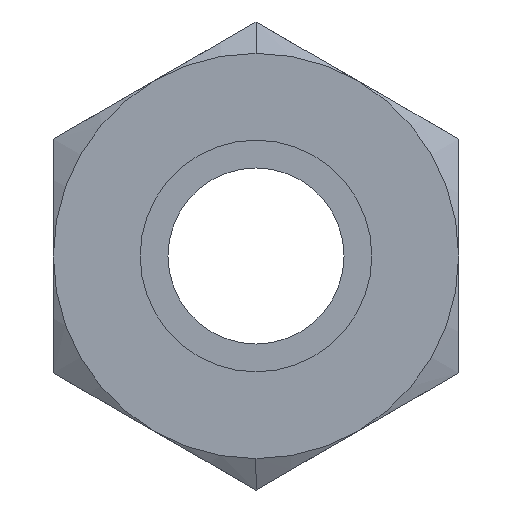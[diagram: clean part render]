
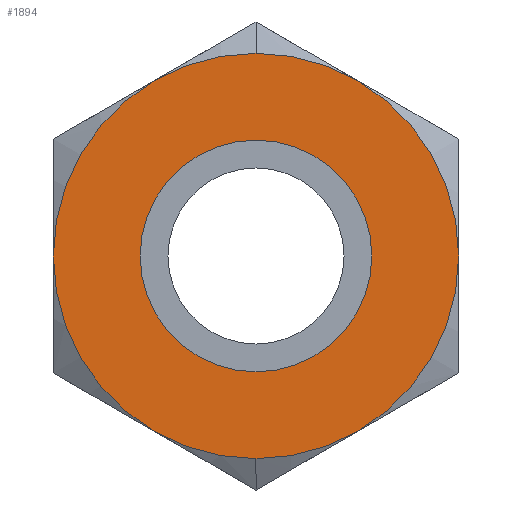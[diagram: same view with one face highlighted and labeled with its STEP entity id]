
A CAD part, left-side view. The second image highlights one B-rep face of the part: STEP entity #1894.
In plain terms, the highlighted planar face has unit normal (-1, 0, 0).
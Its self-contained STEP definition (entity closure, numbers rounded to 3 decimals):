
#45 = DIRECTION ( 'NONE',  ( -1., 0., 0. ) ) ;
#125 = CARTESIAN_POINT ( 'NONE',  ( 0., 0., 0. ) ) ;
#278 = CIRCLE ( 'NONE', #7094, 11.11 ) ;
#406 = CARTESIAN_POINT ( 'NONE',  ( 0., 0., -11.11 ) ) ;
#424 = VERTEX_POINT ( 'NONE', #8715 ) ;
#717 = EDGE_CURVE ( 'NONE', #4464, #1702, #2310, .T. ) ;
#831 = EDGE_LOOP ( 'NONE', ( #5314, #3802 ) ) ;
#910 = CARTESIAN_POINT ( 'NONE',  ( 0., 0., 0. ) ) ;
#1005 = AXIS2_PLACEMENT_3D ( 'NONE', #6797, #45, #5638 ) ;
#1201 = EDGE_CURVE ( 'NONE', #7721, #424, #278, .T. ) ;
#1365 = FACE_OUTER_BOUND ( 'NONE', #2010, .T. ) ;
#1403 = AXIS2_PLACEMENT_3D ( 'NONE', #6741, #6646, #7359 ) ;
#1486 = CARTESIAN_POINT ( 'NONE',  ( 0., 0., 0. ) ) ;
#1702 = VERTEX_POINT ( 'NONE', #7757 ) ;
#1894 = ADVANCED_FACE ( 'NONE', ( #8134, #1365 ), #4085, .T. ) ;
#2010 = EDGE_LOOP ( 'NONE', ( #4249, #6586 ) ) ;
#2310 = CIRCLE ( 'NONE', #7983, 6.35 ) ;
#2753 = AXIS2_PLACEMENT_3D ( 'NONE', #910, #2865, #4159 ) ;
#2830 = DIRECTION ( 'NONE',  ( 1., 0., 0. ) ) ;
#2865 = DIRECTION ( 'NONE',  ( 1., 0., 0. ) ) ;
#2910 = DIRECTION ( 'NONE',  ( 1., 0., 0. ) ) ;
#3672 = DIRECTION ( 'NONE',  ( 0., 0., -1. ) ) ;
#3802 = ORIENTED_EDGE ( 'NONE', *, *, #5811, .T. ) ;
#4085 = PLANE ( 'NONE',  #1005 ) ;
#4159 = DIRECTION ( 'NONE',  ( 0., 0., 1. ) ) ;
#4249 = ORIENTED_EDGE ( 'NONE', *, *, #6046, .F. ) ;
#4464 = VERTEX_POINT ( 'NONE', #5694 ) ;
#4701 = DIRECTION ( 'NONE',  ( 0., 0., -1. ) ) ;
#5243 = CIRCLE ( 'NONE', #1403, 6.35 ) ;
#5314 = ORIENTED_EDGE ( 'NONE', *, *, #717, .T. ) ;
#5638 = DIRECTION ( 'NONE',  ( 0., 0., 1. ) ) ;
#5694 = CARTESIAN_POINT ( 'NONE',  ( 0., 0., -6.35 ) ) ;
#5811 = EDGE_CURVE ( 'NONE', #1702, #4464, #5243, .T. ) ;
#5875 = CIRCLE ( 'NONE', #2753, 11.11 ) ;
#6046 = EDGE_CURVE ( 'NONE', #424, #7721, #5875, .T. ) ;
#6586 = ORIENTED_EDGE ( 'NONE', *, *, #1201, .F. ) ;
#6646 = DIRECTION ( 'NONE',  ( 1., 0., 0. ) ) ;
#6741 = CARTESIAN_POINT ( 'NONE',  ( 0., 0., 0. ) ) ;
#6797 = CARTESIAN_POINT ( 'NONE',  ( 0., 0., 5.555 ) ) ;
#7094 = AXIS2_PLACEMENT_3D ( 'NONE', #1486, #2910, #3672 ) ;
#7359 = DIRECTION ( 'NONE',  ( 0., 0., 1. ) ) ;
#7721 = VERTEX_POINT ( 'NONE', #406 ) ;
#7757 = CARTESIAN_POINT ( 'NONE',  ( 0., 0., 6.35 ) ) ;
#7983 = AXIS2_PLACEMENT_3D ( 'NONE', #125, #2830, #4701 ) ;
#8134 = FACE_BOUND ( 'NONE', #831, .T. ) ;
#8715 = CARTESIAN_POINT ( 'NONE',  ( 0., 0., 11.11 ) ) ;
